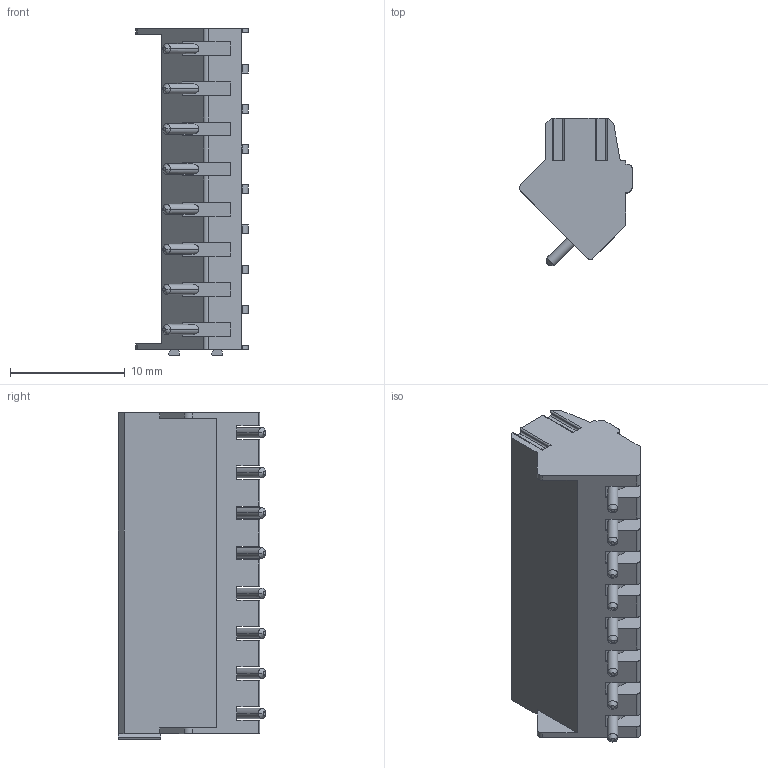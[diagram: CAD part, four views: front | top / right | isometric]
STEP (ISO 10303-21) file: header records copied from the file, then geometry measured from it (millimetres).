
FILE_DESCRIPTION((''),'2;1');
FILE_NAME('TL012A-XXP-XS','2025-04-06T',('sj'),(''),'PRO/ENGINEER BY PARAMETRIC TECHNOLOGY CORPORATION, 2013240','PRO/ENGINEER BY PARAMETRIC TECHNOLOGY CORPORATION, 2013240','');
FILE_SCHEMA(('AUTOMOTIVE_DESIGN_CC2 { 1 2 10303 214 -1 1 5 2 }'));
Length unit declared in the file: millimetre
Products named in the file (1): TL012A-XXP-XS
Bounding box: 9.81 x 12.83 x 28.5 mm (x, y, z)
Volume: 1635.7 mm3; surface area: 2131.9 mm2
Topology: 1 solids, 1 shells, 556 faces, 1526 edges, 996 vertices
Faces by surface type: plane 331, cylinder 161, cone 48, torus 16
Entity records: 18078 total; most frequent: CARTESIAN_POINT 3732, ORIENTED_EDGE 3052, DIRECTION 2960, EDGE_CURVE 1526, VECTOR 1012, LINE 1012, VERTEX_POINT 996, AXIS2_PLACEMENT_3D 974
